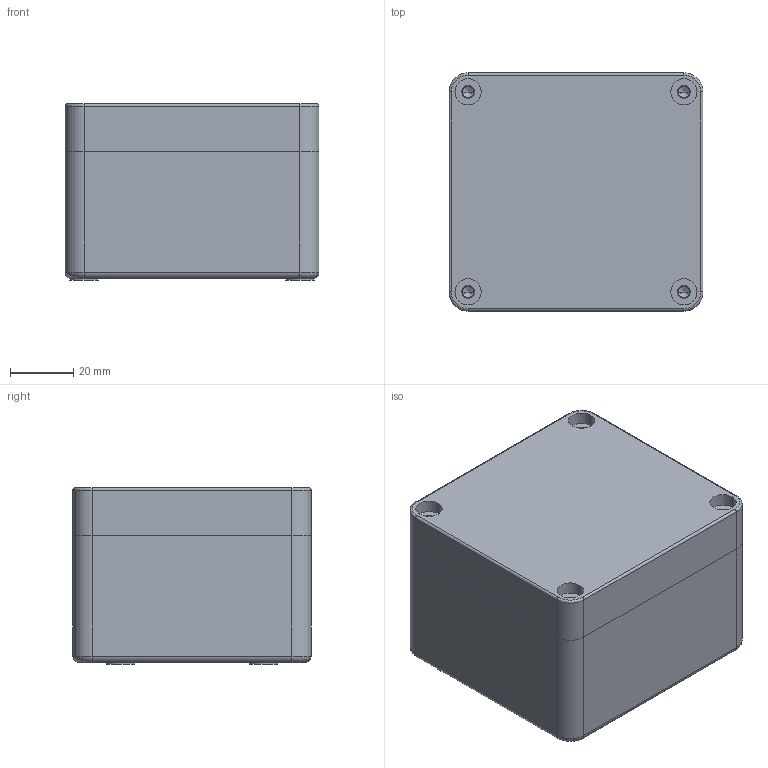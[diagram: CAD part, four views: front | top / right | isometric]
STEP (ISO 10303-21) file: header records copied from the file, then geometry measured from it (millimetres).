
FILE_DESCRIPTION((''),'2;1');
FILE_NAME('MGRP080806_ASM','2018-06-07T',('kjell_andersson'),(''),'CREO PARAMETRIC BY PTC INC, 2015290','CREO PARAMETRIC BY PTC INC, 2015290','');
FILE_SCHEMA(('AUTOMOTIVE_DESIGN { 1 0 10303 214 1 1 1 1 }'));
Length unit declared in the file: millimetre
Products named in the file (3): MGRP080804B; MGRP080802L; MGRP080806_ASM
Assembly tree (2 placements, depth 2):
  MGRP080806_ASM
    MGRP080804B
    MGRP080802L
Bounding box: 80 x 75 x 55.5 mm (x, y, z)
Volume: 133225.7 mm3; surface area: 59051.1 mm2
Topology: 2 solids, 2 shells, 244 faces, 628 edges, 394 vertices
Faces by surface type: cylinder 136, plane 76, torus 20, cone 12
Entity records: 11769 total; most frequent: DIRECTION 1418, CARTESIAN_POINT 1266, ORIENTED_EDGE 1232, PRESENTATION_STYLE_ASSIGNMENT 618, STYLED_ITEM 618, CURVE_STYLE 616, EDGE_CURVE 616, AXIS2_PLACEMENT_3D 553
